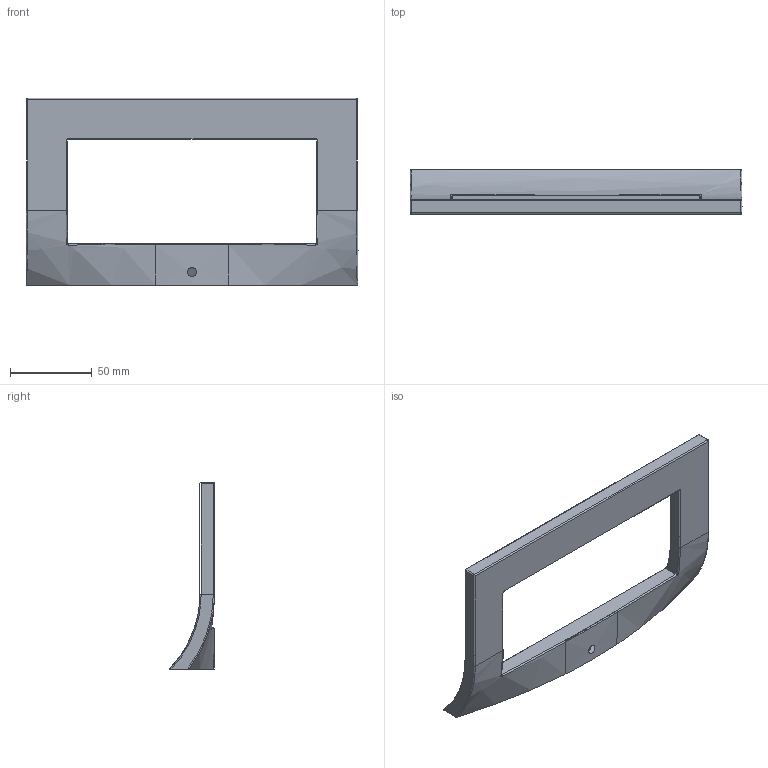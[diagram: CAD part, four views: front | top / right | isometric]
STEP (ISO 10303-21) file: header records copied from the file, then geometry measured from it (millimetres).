
FILE_DESCRIPTION((''),'2;1');
FILE_NAME('37-09_WEB','2012-01-30T',('ravindrashirol'),(''),'PRO/ENGINEER BY PARAMETRIC TECHNOLOGY CORPORATION, 2009300','PRO/ENGINEER BY PARAMETRIC TECHNOLOGY CORPORATION, 2009300','');
FILE_SCHEMA(('CONFIG_CONTROL_DESIGN'));
Length unit declared in the file: inch
Products named in the file (1): 37-09_WEB
Bounding box: 203.2 x 27.43 x 114.68 mm (x, y, z)
Surface area: 38993.5 mm2 (no closed solid volume)
Topology: 0 solids, 8 shells, 36 faces, 208 edges, 174 vertices
Faces by surface type: bspline 22, plane 11, cone 3
Entity records: 2827 total; most frequent: CARTESIAN_POINT 1373, DIRECTION 255, ORIENTED_EDGE 252, EDGE_CURVE 208, VERTEX_POINT 174, AXIS2_PLACEMENT_3D 93, CIRCLE 79, VECTOR 69
